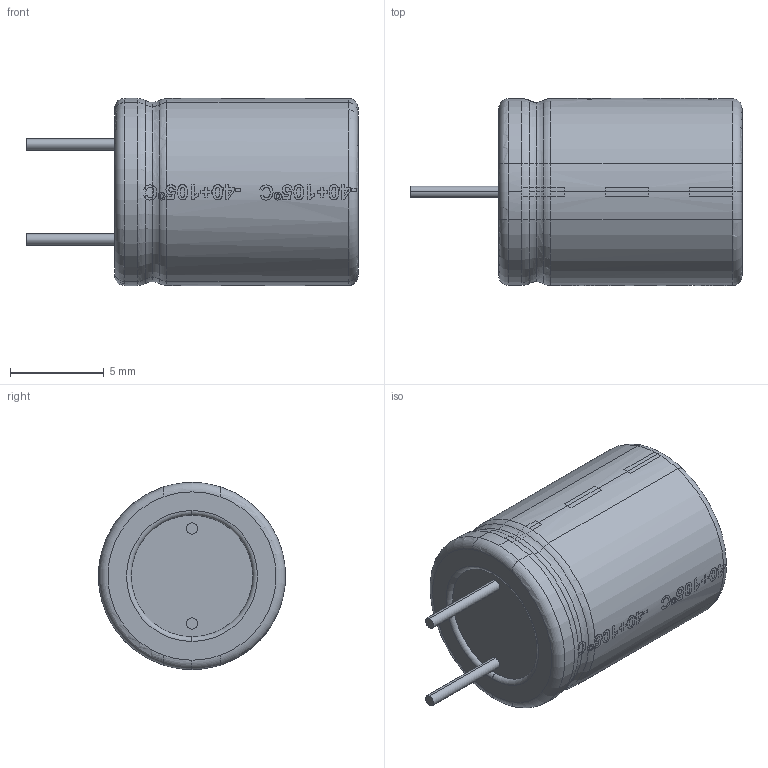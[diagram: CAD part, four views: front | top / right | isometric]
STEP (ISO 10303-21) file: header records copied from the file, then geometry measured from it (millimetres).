
FILE_DESCRIPTION (( 'STEP AP214' ), '1' );
FILE_NAME ('El_5_10_13_Black.STEP', '2023-07-15T06:25:44', ( 'Yurii' ), ( '' ), 'SwSTEP 2.0', 'SolidWorks 2019', '' );
FILE_SCHEMA (( 'AUTOMOTIVE_DESIGN' ));
Length unit declared in the file: millimetre
Products named in the file (1): El_5_10_13_Black
Bounding box: 17.75 x 10 x 10 mm (x, y, z)
Volume: 997.7 mm3; surface area: 580.5 mm2
Topology: 1 solids, 1 shells, 170 faces, 668 edges, 540 vertices
Faces by surface type: torus 77, cylinder 75, plane 18
Entity records: 9931 total; most frequent: CARTESIAN_POINT 3633, ORIENTED_EDGE 1336, DIRECTION 860, EDGE_CURVE 668, VERTEX_POINT 540, AXIS2_PLACEMENT_3D 365, B_SPLINE_CURVE_WITH_KNOTS 298, EDGE_LOOP 210
